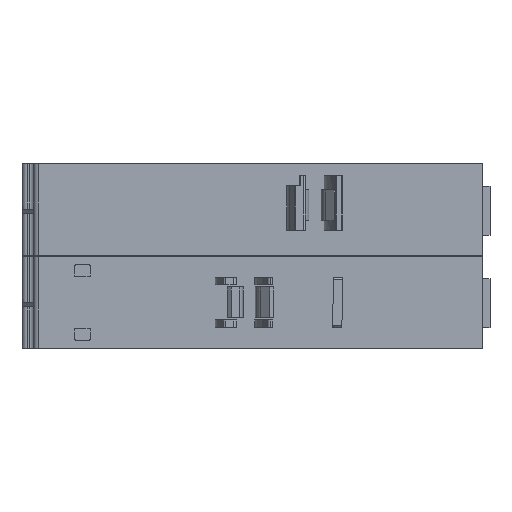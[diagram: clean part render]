
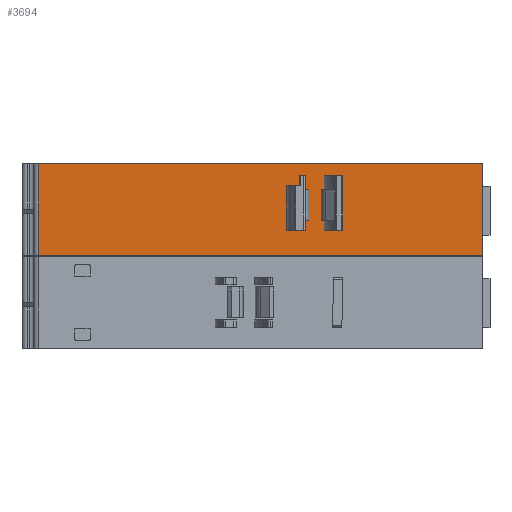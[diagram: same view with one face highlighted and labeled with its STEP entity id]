
A CAD part, front view. The second image highlights one B-rep face of the part: STEP entity #3694.
In plain terms, the highlighted planar face has unit normal (0, -1, 0).
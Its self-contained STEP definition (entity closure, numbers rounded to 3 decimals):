
#110 = VERTEX_POINT ( 'NONE', #1730 ) ;
#197 = VERTEX_POINT ( 'NONE', #7860 ) ;
#323 = LINE ( 'NONE', #9517, #6050 ) ;
#390 = LINE ( 'NONE', #634, #4113 ) ;
#404 = VERTEX_POINT ( 'NONE', #8903 ) ;
#409 = VERTEX_POINT ( 'NONE', #6677 ) ;
#453 = LINE ( 'NONE', #7598, #8153 ) ;
#502 = EDGE_CURVE ( 'NONE', #6177, #8551, #2333, .T. ) ;
#522 = EDGE_CURVE ( 'NONE', #2952, #8818, #4243, .T. ) ;
#634 = CARTESIAN_POINT ( 'NONE',  ( 4.623, -63.4, -12.9 ) ) ;
#649 = ORIENTED_EDGE ( 'NONE', *, *, #7064, .F. ) ;
#779 = PLANE ( 'NONE',  #5915 ) ;
#814 = CARTESIAN_POINT ( 'NONE',  ( 11.832, -63.4, -4.3 ) ) ;
#836 = CARTESIAN_POINT ( 'NONE',  ( -32.927, -63.4, 0. ) ) ;
#1187 = EDGE_CURVE ( 'NONE', #1237, #8818, #390, .T. ) ;
#1237 = VERTEX_POINT ( 'NONE', #1280 ) ;
#1270 = VECTOR ( 'NONE', #5764, 1000. ) ;
#1280 = CARTESIAN_POINT ( 'NONE',  ( 4.623, -63.4, -12.9 ) ) ;
#1343 = EDGE_CURVE ( 'NONE', #409, #110, #2929, .T. ) ;
#1406 = ORIENTED_EDGE ( 'NONE', *, *, #1343, .T. ) ;
#1457 = CARTESIAN_POINT ( 'NONE',  ( 13.01, -63.4, -4.3 ) ) ;
#1559 = DIRECTION ( 'NONE',  ( -1., 0., 0. ) ) ;
#1585 = CARTESIAN_POINT ( 'NONE',  ( 13.01, -63.4, -2.3 ) ) ;
#1604 = CARTESIAN_POINT ( 'NONE',  ( 11.832, -63.4, -12.9 ) ) ;
#1617 = FACE_OUTER_BOUND ( 'NONE', #6694, .T. ) ;
#1701 = CARTESIAN_POINT ( 'NONE',  ( 8.269, -63.4, -12.9 ) ) ;
#1723 = LINE ( 'NONE', #5384, #3699 ) ;
#1730 = CARTESIAN_POINT ( 'NONE',  ( 11.832, -63.4, -2.3 ) ) ;
#1889 = EDGE_CURVE ( 'NONE', #404, #9323, #8769, .T. ) ;
#1976 = CARTESIAN_POINT ( 'NONE',  ( 15.427, -63.4, -4.3 ) ) ;
#2038 = LINE ( 'NONE', #1604, #7998 ) ;
#2049 = DIRECTION ( 'NONE',  ( 1., 0., 0. ) ) ;
#2125 = DIRECTION ( 'NONE',  ( 0., 0., -1. ) ) ;
#2255 = VECTOR ( 'NONE', #6031, 1000. ) ;
#2311 = DIRECTION ( 'NONE',  ( 1., 0., 0. ) ) ;
#2328 = VECTOR ( 'NONE', #2311, 1000. ) ;
#2333 = LINE ( 'NONE', #814, #2493 ) ;
#2340 = DIRECTION ( 'NONE',  ( -1., 0., 0. ) ) ;
#2352 = VERTEX_POINT ( 'NONE', #8111 ) ;
#2469 = VECTOR ( 'NONE', #7526, 1000. ) ;
#2493 = VECTOR ( 'NONE', #1559, 1000. ) ;
#2522 = LINE ( 'NONE', #9239, #4985 ) ;
#2554 = DIRECTION ( 'NONE',  ( 0., 0., 1. ) ) ;
#2575 = LINE ( 'NONE', #9310, #8770 ) ;
#2627 = EDGE_LOOP ( 'NONE', ( #7558, #5875, #3278, #8548, #3319, #5454 ) ) ;
#2866 = CARTESIAN_POINT ( 'NONE',  ( 13.01, -63.4, -2.3 ) ) ;
#2926 = EDGE_LOOP ( 'NONE', ( #1406, #9107, #7808, #4717, #4332, #5412 ) ) ;
#2929 = LINE ( 'NONE', #9393, #2469 ) ;
#2952 = VERTEX_POINT ( 'NONE', #8960 ) ;
#2997 = DIRECTION ( 'NONE',  ( 0., -1., 0. ) ) ;
#3009 = CARTESIAN_POINT ( 'NONE',  ( 8.269, -63.4, -12.9 ) ) ;
#3278 = ORIENTED_EDGE ( 'NONE', *, *, #4318, .F. ) ;
#3319 = ORIENTED_EDGE ( 'NONE', *, *, #6070, .T. ) ;
#3387 = CARTESIAN_POINT ( 'NONE',  ( 42.5, -63.4, -131.125 ) ) ;
#3469 = DIRECTION ( 'NONE',  ( 0., 0., 1. ) ) ;
#3517 = EDGE_CURVE ( 'NONE', #8642, #110, #9231, .T. ) ;
#3542 = CARTESIAN_POINT ( 'NONE',  ( 42.5, -63.4, 0. ) ) ;
#3612 = EDGE_CURVE ( 'NONE', #8642, #8551, #4783, .T. ) ;
#3694 = ADVANCED_FACE ( 'NONE', ( #1617, #7343, #7574 ), #779, .T. ) ;
#3699 = VECTOR ( 'NONE', #3884, 1000. ) ;
#3782 = CARTESIAN_POINT ( 'NONE',  ( 15.427, -63.4, -12.9 ) ) ;
#3884 = DIRECTION ( 'NONE',  ( -1., 0., 0. ) ) ;
#4030 = EDGE_CURVE ( 'NONE', #2352, #404, #323, .T. ) ;
#4057 = VECTOR ( 'NONE', #3469, 1000. ) ;
#4113 = VECTOR ( 'NONE', #5089, 1000. ) ;
#4243 = LINE ( 'NONE', #9003, #2255 ) ;
#4293 = VECTOR ( 'NONE', #2125, 1000. ) ;
#4318 = EDGE_CURVE ( 'NONE', #8929, #197, #1723, .T. ) ;
#4332 = ORIENTED_EDGE ( 'NONE', *, *, #8148, .F. ) ;
#4677 = DIRECTION ( 'NONE',  ( -1., 0., 0. ) ) ;
#4717 = ORIENTED_EDGE ( 'NONE', *, *, #502, .F. ) ;
#4755 = DIRECTION ( 'NONE',  ( 0., 0., -1. ) ) ;
#4783 = LINE ( 'NONE', #2866, #4293 ) ;
#4985 = VECTOR ( 'NONE', #4755, 1000. ) ;
#5089 = DIRECTION ( 'NONE',  ( 0., 0., 1. ) ) ;
#5159 = CARTESIAN_POINT ( 'NONE',  ( 4.623, -63.4, -4.3 ) ) ;
#5384 = CARTESIAN_POINT ( 'NONE',  ( 8.269, -63.4, -2.3 ) ) ;
#5412 = ORIENTED_EDGE ( 'NONE', *, *, #5999, .T. ) ;
#5454 = ORIENTED_EDGE ( 'NONE', *, *, #1187, .T. ) ;
#5522 = EDGE_CURVE ( 'NONE', #197, #2952, #2522, .T. ) ;
#5524 = CARTESIAN_POINT ( 'NONE',  ( -43.5, -63.4, 0. ) ) ;
#5553 = LINE ( 'NONE', #1701, #8816 ) ;
#5764 = DIRECTION ( 'NONE',  ( -1., 0., 0. ) ) ;
#5875 = ORIENTED_EDGE ( 'NONE', *, *, #5522, .F. ) ;
#5915 = AXIS2_PLACEMENT_3D ( 'NONE', #7485, #2997, #8234 ) ;
#5999 = EDGE_CURVE ( 'NONE', #8902, #409, #2038, .T. ) ;
#6031 = DIRECTION ( 'NONE',  ( -1., 0., 0. ) ) ;
#6050 = VECTOR ( 'NONE', #2049, 1000. ) ;
#6070 = EDGE_CURVE ( 'NONE', #9509, #1237, #5553, .T. ) ;
#6139 = DIRECTION ( 'NONE',  ( 0., 0., 1. ) ) ;
#6177 = VERTEX_POINT ( 'NONE', #1976 ) ;
#6314 = LINE ( 'NONE', #836, #2328 ) ;
#6630 = EDGE_CURVE ( 'NONE', #9509, #8929, #2575, .T. ) ;
#6677 = CARTESIAN_POINT ( 'NONE',  ( 11.832, -63.4, -12.9 ) ) ;
#6694 = EDGE_LOOP ( 'NONE', ( #9464, #9388, #9267, #649 ) ) ;
#6844 = DIRECTION ( 'NONE',  ( 0., 0., 1. ) ) ;
#7064 = EDGE_CURVE ( 'NONE', #7253, #9323, #6314, .T. ) ;
#7253 = VERTEX_POINT ( 'NONE', #5524 ) ;
#7343 = FACE_BOUND ( 'NONE', #2627, .T. ) ;
#7485 = CARTESIAN_POINT ( 'NONE',  ( -32.927, -63.4, -131.125 ) ) ;
#7526 = DIRECTION ( 'NONE',  ( 0., 0., 1. ) ) ;
#7558 = ORIENTED_EDGE ( 'NONE', *, *, #522, .F. ) ;
#7574 = FACE_BOUND ( 'NONE', #2926, .T. ) ;
#7598 = CARTESIAN_POINT ( 'NONE',  ( 15.427, -63.4, -12.9 ) ) ;
#7808 = ORIENTED_EDGE ( 'NONE', *, *, #3612, .T. ) ;
#7860 = CARTESIAN_POINT ( 'NONE',  ( 7.03, -63.4, -2.3 ) ) ;
#7942 = CARTESIAN_POINT ( 'NONE',  ( 13.01, -63.4, -2.3 ) ) ;
#7946 = CARTESIAN_POINT ( 'NONE',  ( -43.5, -63.4, -131.125 ) ) ;
#7998 = VECTOR ( 'NONE', #2340, 1000. ) ;
#8025 = LINE ( 'NONE', #7946, #4057 ) ;
#8111 = CARTESIAN_POINT ( 'NONE',  ( -43.5, -63.4, -17.8 ) ) ;
#8148 = EDGE_CURVE ( 'NONE', #8902, #6177, #453, .T. ) ;
#8153 = VECTOR ( 'NONE', #6139, 1000. ) ;
#8234 = DIRECTION ( 'NONE',  ( 0., 0., -1. ) ) ;
#8393 = EDGE_CURVE ( 'NONE', #2352, #7253, #8025, .T. ) ;
#8548 = ORIENTED_EDGE ( 'NONE', *, *, #6630, .F. ) ;
#8551 = VERTEX_POINT ( 'NONE', #1457 ) ;
#8642 = VERTEX_POINT ( 'NONE', #1585 ) ;
#8769 = LINE ( 'NONE', #3387, #9016 ) ;
#8770 = VECTOR ( 'NONE', #2554, 1000. ) ;
#8816 = VECTOR ( 'NONE', #4677, 1000. ) ;
#8818 = VERTEX_POINT ( 'NONE', #5159 ) ;
#8902 = VERTEX_POINT ( 'NONE', #3782 ) ;
#8903 = CARTESIAN_POINT ( 'NONE',  ( 42.5, -63.4, -17.8 ) ) ;
#8929 = VERTEX_POINT ( 'NONE', #9018 ) ;
#8960 = CARTESIAN_POINT ( 'NONE',  ( 7.03, -63.4, -4.3 ) ) ;
#9003 = CARTESIAN_POINT ( 'NONE',  ( 8.269, -63.4, -4.3 ) ) ;
#9016 = VECTOR ( 'NONE', #6844, 1000. ) ;
#9018 = CARTESIAN_POINT ( 'NONE',  ( 8.269, -63.4, -2.3 ) ) ;
#9107 = ORIENTED_EDGE ( 'NONE', *, *, #3517, .F. ) ;
#9231 = LINE ( 'NONE', #7942, #1270 ) ;
#9239 = CARTESIAN_POINT ( 'NONE',  ( 7.03, -63.4, -2.3 ) ) ;
#9267 = ORIENTED_EDGE ( 'NONE', *, *, #1889, .T. ) ;
#9310 = CARTESIAN_POINT ( 'NONE',  ( 8.269, -63.4, -12.9 ) ) ;
#9323 = VERTEX_POINT ( 'NONE', #3542 ) ;
#9388 = ORIENTED_EDGE ( 'NONE', *, *, #4030, .T. ) ;
#9393 = CARTESIAN_POINT ( 'NONE',  ( 11.832, -63.4, -12.9 ) ) ;
#9464 = ORIENTED_EDGE ( 'NONE', *, *, #8393, .F. ) ;
#9509 = VERTEX_POINT ( 'NONE', #3009 ) ;
#9517 = CARTESIAN_POINT ( 'NONE',  ( -32.927, -63.4, -17.8 ) ) ;
